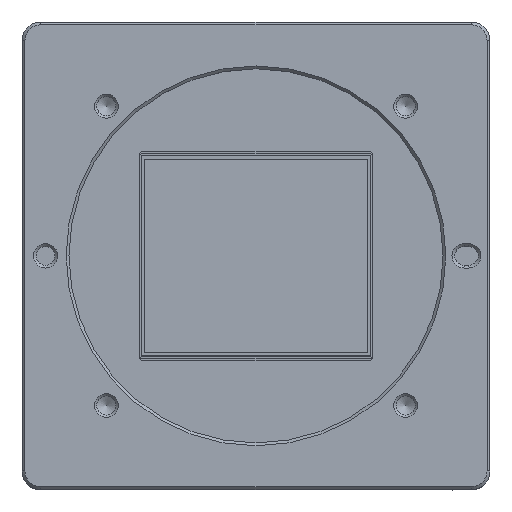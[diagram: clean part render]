
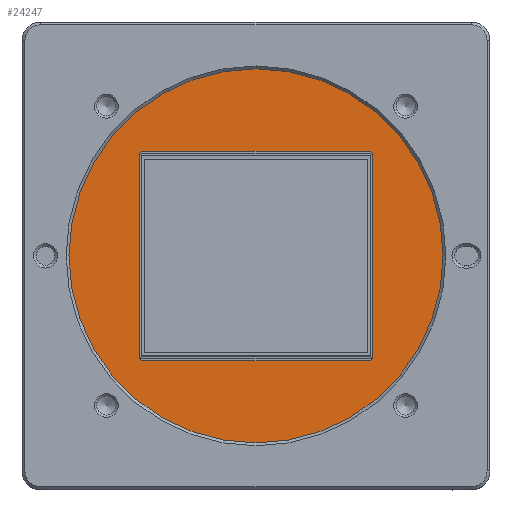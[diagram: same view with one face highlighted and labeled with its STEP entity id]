
A CAD part, top view. The second image highlights one B-rep face of the part: STEP entity #24247.
In plain terms, the highlighted planar face has unit normal (0, 0, 1).
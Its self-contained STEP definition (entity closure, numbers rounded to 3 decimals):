
#57 = CARTESIAN_POINT ( 'NONE',  ( -12., -10.7, 5.5 ) ) ;
#747 = DIRECTION ( 'NONE',  ( 0., 0., -1. ) ) ;
#1899 = EDGE_CURVE ( 'NONE', #2790, #32273, #31929, .T. ) ;
#1977 = CARTESIAN_POINT ( 'NONE',  ( -12.5, 10.7, 5.5 ) ) ;
#2119 = AXIS2_PLACEMENT_3D ( 'NONE', #17971, #28305, #10353 ) ;
#2121 = DIRECTION ( 'NONE',  ( 0., 0., -1. ) ) ;
#2421 = EDGE_CURVE ( 'NONE', #19088, #18615, #9352, .T. ) ;
#2790 = VERTEX_POINT ( 'NONE', #29112 ) ;
#2829 = CARTESIAN_POINT ( 'NONE',  ( 12.5, 10.7, 5.5 ) ) ;
#3472 = CARTESIAN_POINT ( 'NONE',  ( 12., 10.7, 5.5 ) ) ;
#3639 = DIRECTION ( 'NONE',  ( 1., 0., 0. ) ) ;
#3681 = AXIS2_PLACEMENT_3D ( 'NONE', #16003, #26689, #3639 ) ;
#3730 = CARTESIAN_POINT ( 'NONE',  ( 12.5, -11.2, 5.5 ) ) ;
#4237 = AXIS2_PLACEMENT_3D ( 'NONE', #57, #2121, #22813 ) ;
#5680 = DIRECTION ( 'NONE',  ( 1., 0., 0. ) ) ;
#5747 = DIRECTION ( 'NONE',  ( 0., 0., 1. ) ) ;
#6096 = EDGE_CURVE ( 'NONE', #12136, #25322, #8517, .T. ) ;
#6266 = DIRECTION ( 'NONE',  ( 1., 0., 0. ) ) ;
#6634 = CIRCLE ( 'NONE', #25549, 0.5 ) ;
#6737 = EDGE_CURVE ( 'NONE', #20277, #20277, #20466, .T. ) ;
#7466 = CARTESIAN_POINT ( 'NONE',  ( 12.5, -10.7, 5.5 ) ) ;
#7472 = ORIENTED_EDGE ( 'NONE', *, *, #10526, .T. ) ;
#7579 = CARTESIAN_POINT ( 'NONE',  ( 12., 11.2, 5.5 ) ) ;
#8517 = CIRCLE ( 'NONE', #27436, 0.5 ) ;
#8917 = VECTOR ( 'NONE', #16945, 1000. ) ;
#9352 = LINE ( 'NONE', #3730, #8917 ) ;
#10353 = DIRECTION ( 'NONE',  ( 1., 0., 0. ) ) ;
#10526 = EDGE_CURVE ( 'NONE', #19088, #32273, #16750, .T. ) ;
#11112 = CARTESIAN_POINT ( 'NONE',  ( -12.5, -11.2, 5.5 ) ) ;
#11529 = CARTESIAN_POINT ( 'NONE',  ( -12.5, -10.7, 5.5 ) ) ;
#12136 = VERTEX_POINT ( 'NONE', #1977 ) ;
#12281 = CARTESIAN_POINT ( 'NONE',  ( -12., 11.2, 5.5 ) ) ;
#12798 = DIRECTION ( 'NONE',  ( -1., 0., 0. ) ) ;
#12880 = AXIS2_PLACEMENT_3D ( 'NONE', #13708, #5747, #6266 ) ;
#13302 = DIRECTION ( 'NONE',  ( 0., -1., 0. ) ) ;
#13418 = CIRCLE ( 'NONE', #4237, 0.5 ) ;
#13708 = CARTESIAN_POINT ( 'NONE',  ( 0., 0., 5.5 ) ) ;
#14994 = EDGE_CURVE ( 'NONE', #27229, #18615, #6634, .T. ) ;
#16003 = CARTESIAN_POINT ( 'NONE',  ( 0., 0., 5.5 ) ) ;
#16074 = ORIENTED_EDGE ( 'NONE', *, *, #6737, .T. ) ;
#16750 = CIRCLE ( 'NONE', #2119, 0.5 ) ;
#16945 = DIRECTION ( 'NONE',  ( 0., 1., 0. ) ) ;
#16986 = ORIENTED_EDGE ( 'NONE', *, *, #6096, .T. ) ;
#17759 = DIRECTION ( 'NONE',  ( 1., 0., 0. ) ) ;
#17971 = CARTESIAN_POINT ( 'NONE',  ( 12., -10.7, 5.5 ) ) ;
#18354 = DIRECTION ( 'NONE',  ( 1., 0., 0. ) ) ;
#18614 = FACE_BOUND ( 'NONE', #30341, .T. ) ;
#18615 = VERTEX_POINT ( 'NONE', #2829 ) ;
#19045 = CARTESIAN_POINT ( 'NONE',  ( 12.5, -11.2, 5.5 ) ) ;
#19088 = VERTEX_POINT ( 'NONE', #7466 ) ;
#20277 = VERTEX_POINT ( 'NONE', #23481 ) ;
#20311 = CARTESIAN_POINT ( 'NONE',  ( -12., 10.7, 5.5 ) ) ;
#20342 = VECTOR ( 'NONE', #13302, 1000. ) ;
#20466 = CIRCLE ( 'NONE', #3681, 20. ) ;
#21228 = EDGE_CURVE ( 'NONE', #27229, #25322, #22978, .T. ) ;
#21340 = EDGE_CURVE ( 'NONE', #12136, #31741, #31273, .T. ) ;
#22108 = ORIENTED_EDGE ( 'NONE', *, *, #14994, .T. ) ;
#22193 = ORIENTED_EDGE ( 'NONE', *, *, #27422, .T. ) ;
#22263 = ORIENTED_EDGE ( 'NONE', *, *, #2421, .F. ) ;
#22813 = DIRECTION ( 'NONE',  ( 1., 0., 0. ) ) ;
#22978 = LINE ( 'NONE', #25200, #33332 ) ;
#23279 = ORIENTED_EDGE ( 'NONE', *, *, #21228, .F. ) ;
#23481 = CARTESIAN_POINT ( 'NONE',  ( 20., 0., 5.5 ) ) ;
#24247 = ADVANCED_FACE ( 'NONE', ( #18614, #31851 ), #28966, .T. ) ;
#25200 = CARTESIAN_POINT ( 'NONE',  ( 12.5, 11.2, 5.5 ) ) ;
#25322 = VERTEX_POINT ( 'NONE', #12281 ) ;
#25549 = AXIS2_PLACEMENT_3D ( 'NONE', #3472, #747, #5680 ) ;
#25646 = VECTOR ( 'NONE', #18354, 1000. ) ;
#26374 = EDGE_LOOP ( 'NONE', ( #16074 ) ) ;
#26689 = DIRECTION ( 'NONE',  ( 0., 0., 1. ) ) ;
#27229 = VERTEX_POINT ( 'NONE', #7579 ) ;
#27322 = ORIENTED_EDGE ( 'NONE', *, *, #1899, .F. ) ;
#27422 = EDGE_CURVE ( 'NONE', #2790, #31741, #13418, .T. ) ;
#27436 = AXIS2_PLACEMENT_3D ( 'NONE', #20311, #30654, #17759 ) ;
#28305 = DIRECTION ( 'NONE',  ( 0., 0., -1. ) ) ;
#28966 = PLANE ( 'NONE',  #12880 ) ;
#29097 = ORIENTED_EDGE ( 'NONE', *, *, #21340, .F. ) ;
#29112 = CARTESIAN_POINT ( 'NONE',  ( -12., -11.2, 5.5 ) ) ;
#30341 = EDGE_LOOP ( 'NONE', ( #29097, #16986, #23279, #22108, #22263, #7472, #27322, #22193 ) ) ;
#30654 = DIRECTION ( 'NONE',  ( 0., 0., -1. ) ) ;
#31273 = LINE ( 'NONE', #11112, #20342 ) ;
#31741 = VERTEX_POINT ( 'NONE', #11529 ) ;
#31851 = FACE_OUTER_BOUND ( 'NONE', #26374, .T. ) ;
#31929 = LINE ( 'NONE', #19045, #25646 ) ;
#32273 = VERTEX_POINT ( 'NONE', #32334 ) ;
#32334 = CARTESIAN_POINT ( 'NONE',  ( 12., -11.2, 5.5 ) ) ;
#33332 = VECTOR ( 'NONE', #12798, 1000. ) ;
